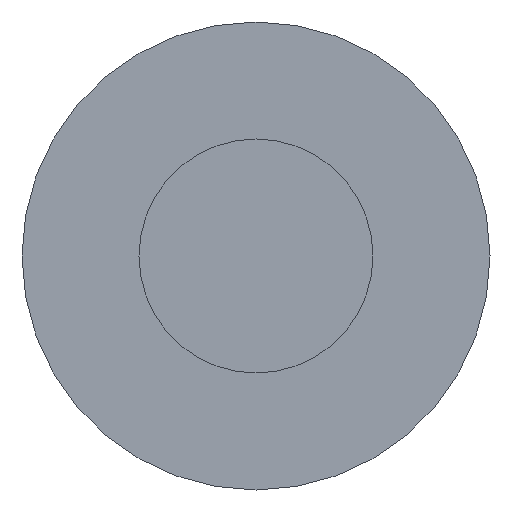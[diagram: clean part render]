
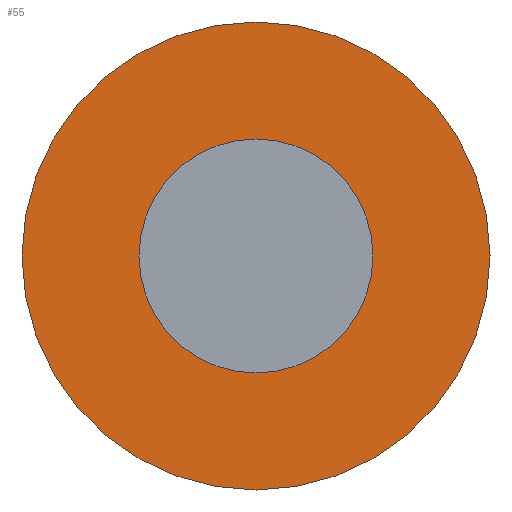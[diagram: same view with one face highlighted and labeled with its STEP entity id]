
A CAD part, front view. The second image highlights one B-rep face of the part: STEP entity #55.
In plain terms, the highlighted planar face has unit normal (0, -1, 0).
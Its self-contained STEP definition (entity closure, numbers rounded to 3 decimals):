
#22 = DIRECTION ( 'NONE',  ( 0., 0., 1. ) ) ;
#24 = DIRECTION ( 'NONE',  ( 0., 0., 1. ) ) ;
#38 = EDGE_LOOP ( 'NONE', ( #211, #251 ) ) ;
#41 = CIRCLE ( 'NONE', #215, 0.75 ) ;
#50 = CARTESIAN_POINT ( 'NONE',  ( 0., 10., 0. ) ) ;
#55 = ADVANCED_FACE ( 'NONE', ( #224, #255 ), #373, .F. ) ;
#56 = EDGE_CURVE ( 'NONE', #397, #356, #401, .T. ) ;
#64 = CARTESIAN_POINT ( 'NONE',  ( 0., 10., -0.75 ) ) ;
#77 = VERTEX_POINT ( 'NONE', #218 ) ;
#83 = DIRECTION ( 'NONE',  ( 0., 0., 1. ) ) ;
#90 = AXIS2_PLACEMENT_3D ( 'NONE', #435, #402, #252 ) ;
#92 = EDGE_CURVE ( 'NONE', #356, #397, #41, .T. ) ;
#115 = CARTESIAN_POINT ( 'NONE',  ( 0., 10., 0. ) ) ;
#119 = CARTESIAN_POINT ( 'NONE',  ( 0., 10., 0. ) ) ;
#145 = DIRECTION ( 'NONE',  ( 0., 0., 1. ) ) ;
#168 = CIRCLE ( 'NONE', #302, 1.5 ) ;
#178 = ORIENTED_EDGE ( 'NONE', *, *, #56, .T. ) ;
#187 = DIRECTION ( 'NONE',  ( 0., 1., 0. ) ) ;
#194 = DIRECTION ( 'NONE',  ( 0., 1., 0. ) ) ;
#209 = EDGE_LOOP ( 'NONE', ( #178, #408 ) ) ;
#211 = ORIENTED_EDGE ( 'NONE', *, *, #256, .F. ) ;
#215 = AXIS2_PLACEMENT_3D ( 'NONE', #383, #194, #24 ) ;
#218 = CARTESIAN_POINT ( 'NONE',  ( 0., 10., 1.5 ) ) ;
#224 = FACE_BOUND ( 'NONE', #209, .T. ) ;
#251 = ORIENTED_EDGE ( 'NONE', *, *, #440, .F. ) ;
#252 = DIRECTION ( 'NONE',  ( 0., 0., 1. ) ) ;
#255 = FACE_OUTER_BOUND ( 'NONE', #38, .T. ) ;
#256 = EDGE_CURVE ( 'NONE', #443, #77, #168, .T. ) ;
#286 = CARTESIAN_POINT ( 'NONE',  ( 0., 10., 0.75 ) ) ;
#302 = AXIS2_PLACEMENT_3D ( 'NONE', #119, #410, #22 ) ;
#311 = AXIS2_PLACEMENT_3D ( 'NONE', #115, #187, #83 ) ;
#338 = DIRECTION ( 'NONE',  ( 0., 1., 0. ) ) ;
#356 = VERTEX_POINT ( 'NONE', #286 ) ;
#373 = PLANE ( 'NONE',  #406 ) ;
#383 = CARTESIAN_POINT ( 'NONE',  ( 0., 10., 0. ) ) ;
#397 = VERTEX_POINT ( 'NONE', #64 ) ;
#401 = CIRCLE ( 'NONE', #90, 0.75 ) ;
#402 = DIRECTION ( 'NONE',  ( 0., 1., 0. ) ) ;
#406 = AXIS2_PLACEMENT_3D ( 'NONE', #50, #338, #145 ) ;
#408 = ORIENTED_EDGE ( 'NONE', *, *, #92, .T. ) ;
#410 = DIRECTION ( 'NONE',  ( 0., 1., 0. ) ) ;
#435 = CARTESIAN_POINT ( 'NONE',  ( 0., 10., 0. ) ) ;
#437 = CIRCLE ( 'NONE', #311, 1.5 ) ;
#440 = EDGE_CURVE ( 'NONE', #77, #443, #437, .T. ) ;
#443 = VERTEX_POINT ( 'NONE', #449 ) ;
#449 = CARTESIAN_POINT ( 'NONE',  ( 0., 10., -1.5 ) ) ;
